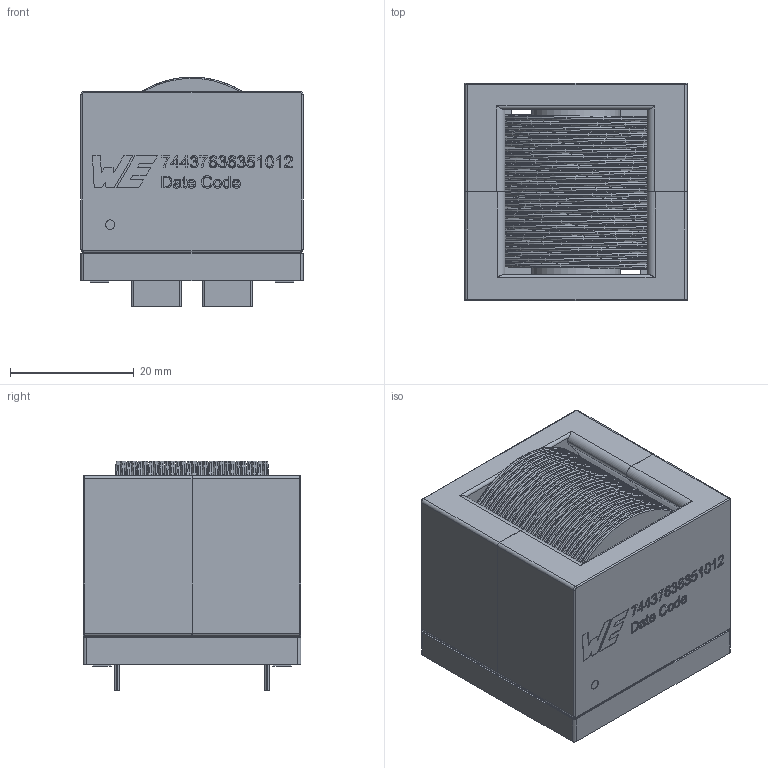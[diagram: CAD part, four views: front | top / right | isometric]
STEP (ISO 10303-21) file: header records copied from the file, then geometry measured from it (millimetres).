
FILE_DESCRIPTION(/* description */ ('Unknown'),/* implementation_level */ '2;1');
FILE_NAME(/* name */ '74437636351012',/* time_stamp */ '2024-08-19T10:13:37+08:00',/* author */ ('Unknown'),/* organization */ ('Unknown'),/* preprocessor_version */ 'ST-DEVELOPER v19.4',/* originating_system */ 'Solid Edge',/* authorisation */ 'Unknown');
FILE_SCHEMA (('AUTOMOTIVE_DESIGN {1 0 10303 214 3 1 1}'));
Products named in the file (6): 74437636351012; Base; Coil_1012_0.7; Core_B; Core_F; Glue
Assembly tree (5 placements, depth 2):
  74437636351012
    Base
    Coil_1012_0.7
    Core_B
    Core_F
    Glue
Bounding box: 36 x 35.2 x 37.2 mm (x, y, z)
Volume: 33230.6 mm3; surface area: 48936.7 mm2
Topology: 5 solids, 5 shells, 608 faces, 1629 edges, 1070 vertices
Faces by surface type: plane 250, bspline 224, cylinder 126, torus 8
Full cylindrical faces by diameter (mm): 1.517 x1, 14.4 x2
Entity records: 147304 total; most frequent: CARTESIAN_POINT 131797, ORIENTED_EDGE 3238, DIRECTION 1763, EDGE_CURVE 1619, VERTEX_POINT 1070, EDGE_LOOP 707, FACE_BOUND 707, B_SPLINE_CURVE_WITH_KNOTS 628
